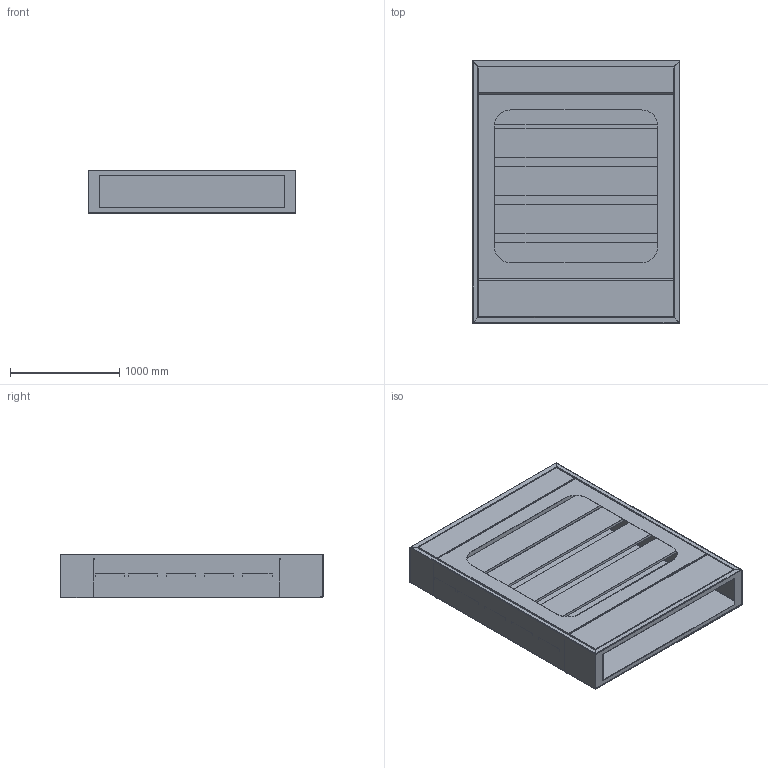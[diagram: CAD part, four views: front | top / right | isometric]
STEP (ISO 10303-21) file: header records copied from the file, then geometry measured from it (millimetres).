
FILE_DESCRIPTION(/* description */ (''),/* implementation_level */ '2;1');
FILE_NAME(/* name */ 'Tablero.stp',/* time_stamp */ '2022-11-27T23:04:06-05:00',/* author */ ('David'),/* organization */ (''),/* preprocessor_version */ 'ST-DEVELOPER v18.1',/* originating_system */ 'Autodesk Inventor 2022',/* authorisation */ '');
FILE_SCHEMA (('AUTOMOTIVE_DESIGN { 1 0 10303 214 3 1 1 }'));
Length unit declared in the file: millimetre
Products named in the file (9): Tablero; Tapa_Superior; tapa_trasera; Divisor; Acoplador_de_Cuentas; TapaDown; TapaUp; Tapa inferior; TapaCentral
Assembly tree (13 placements, depth 2):
  Tablero
    Tapa_Superior
    tapa_trasera
    Divisor  x2
    Acoplador_de_Cuentas  x5
    TapaDown
    TapaUp
    Tapa inferior
    TapaCentral
Bounding box: 1901.55 x 2403.05 x 400 mm (x, y, z)
Volume: 31725893.4 mm3; surface area: 30257659.5 mm2
Topology: 13 solids, 13 shells, 442 faces, 934 edges, 519 vertices
Faces by surface type: plane 342, cylinder 86, bspline 14
Entity records: 9288 total; most frequent: CARTESIAN_POINT 1997, DIRECTION 1434, ORIENTED_EDGE 1396, EDGE_CURVE 698, LINE 570, VECTOR 570, AXIS2_PLACEMENT_3D 432, VERTEX_POINT 390
